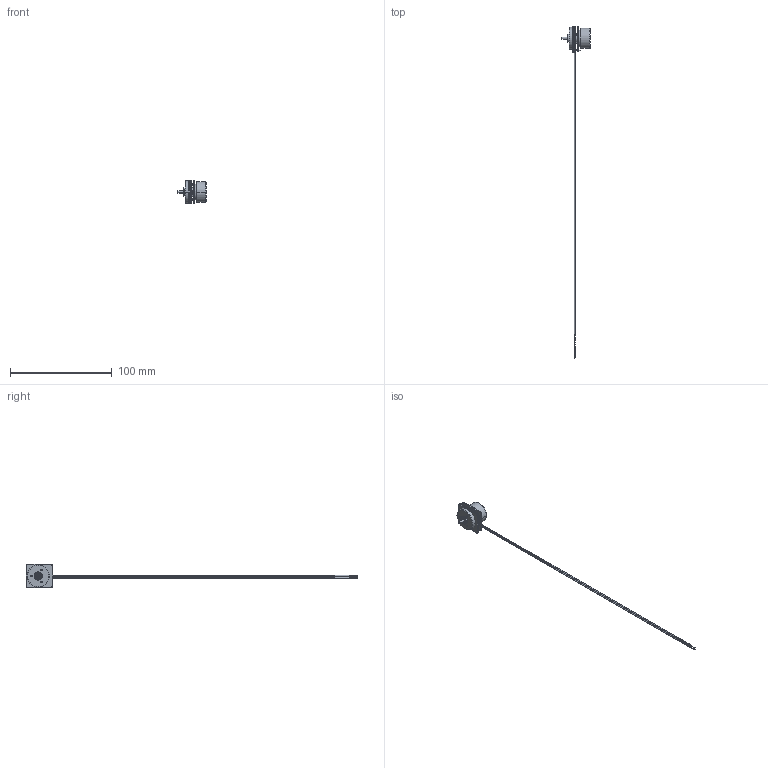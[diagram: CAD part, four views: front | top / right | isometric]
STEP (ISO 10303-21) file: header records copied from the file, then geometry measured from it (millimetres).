
FILE_DESCRIPTION((''),'2;1');
FILE_NAME('350804-1','2017-05-03T',('mmagpetk'),(''),'CREO PARAMETRIC BY PTC INC, 2016050','CREO PARAMETRIC BY PTC INC, 2016050','');
FILE_SCHEMA(('CONFIG_CONTROL_DESIGN'));
Length unit declared in the file: millimetre
Products named in the file (1): 350804-1
Bounding box: 28.5 x 325.5 x 23 mm (x, y, z)
Volume: 7660 mm3; surface area: 5905.8 mm2
Topology: 2 solids, 4 shells, 207 faces, 470 edges, 289 vertices
Faces by surface type: cylinder 110, plane 49, torus 28, cone 8, bspline 8, revolution 4
Entity records: 7931 total; most frequent: CARTESIAN_POINT 1226, DIRECTION 1120, ORIENTED_EDGE 928, PRESENTATION_STYLE_ASSIGNMENT 515, AXIS2_PLACEMENT_3D 473, STYLED_ITEM 466, CURVE_STYLE 464, EDGE_CURVE 464
